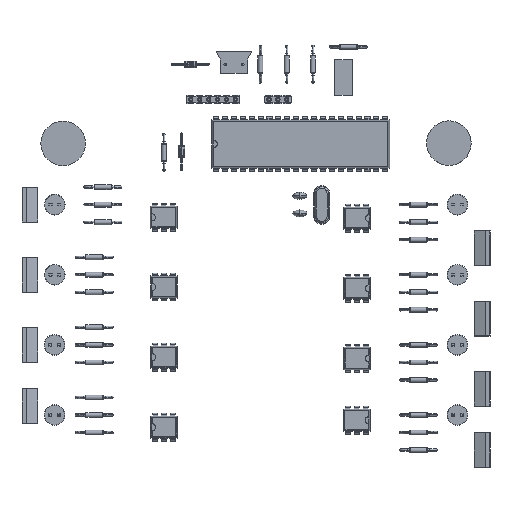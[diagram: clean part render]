
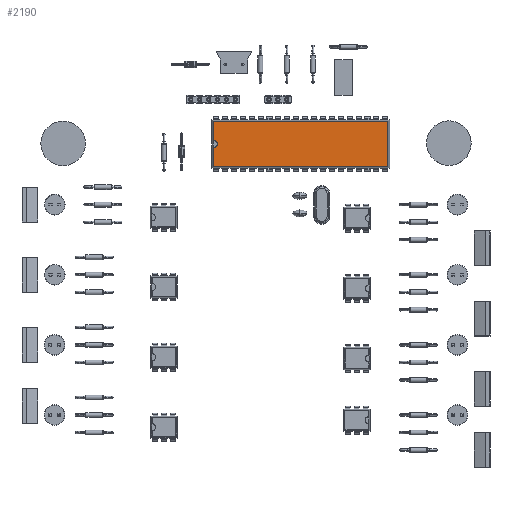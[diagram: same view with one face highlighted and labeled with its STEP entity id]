
A CAD part, top view. The second image highlights one B-rep face of the part: STEP entity #2190.
In plain terms, the highlighted face is planar.
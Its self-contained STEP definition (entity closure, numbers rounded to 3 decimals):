
#364 = VERTEX_POINT('',#365);
#365 = CARTESIAN_POINT('',(1.,6.5,-24.783));
#384 = EDGE_CURVE('',#385,#364,#387,.T.);
#385 = VERTEX_POINT('',#386);
#386 = CARTESIAN_POINT('',(0.,6.5,-23.783));
#387 = CIRCLE('',#388,1.);
#388 = AXIS2_PLACEMENT_3D('',#389,#390,#391);
#389 = CARTESIAN_POINT('',(0.,6.5,-24.783));
#390 = DIRECTION('',(0.,1.,0.));
#391 = DIRECTION('',(0.,0.,1.));
#2019 = VERTEX_POINT('',#2020);
#2020 = CARTESIAN_POINT('',(-1.,6.5,-24.783));
#2048 = VERTEX_POINT('',#2049);
#2049 = CARTESIAN_POINT('',(-6.368,6.5,-24.783));
#2056 = EDGE_CURVE('',#2019,#2048,#2057,.T.);
#2057 = LINE('',#2058,#2059);
#2058 = CARTESIAN_POINT('',(-6.452,6.5,-24.783));
#2059 = VECTOR('',#2060,1.);
#2060 = DIRECTION('',(-1.,0.,0.));
#2190 = ADVANCED_FACE('',(#2191),#2232,.F.);
#2191 = FACE_BOUND('',#2192,.T.);
#2192 = EDGE_LOOP('',(#2193,#2201,#2202,#2209,#2210,#2218,#2226));
#2193 = ORIENTED_EDGE('',*,*,#2194,.T.);
#2194 = EDGE_CURVE('',#2195,#364,#2197,.T.);
#2195 = VERTEX_POINT('',#2196);
#2196 = CARTESIAN_POINT('',(6.368,6.5,-24.783));
#2197 = LINE('',#2198,#2199);
#2198 = CARTESIAN_POINT('',(-6.452,6.5,-24.783));
#2199 = VECTOR('',#2200,1.);
#2200 = DIRECTION('',(-1.,0.,0.));
#2201 = ORIENTED_EDGE('',*,*,#384,.F.);
#2202 = ORIENTED_EDGE('',*,*,#2203,.F.);
#2203 = EDGE_CURVE('',#2019,#385,#2204,.T.);
#2204 = CIRCLE('',#2205,1.);
#2205 = AXIS2_PLACEMENT_3D('',#2206,#2207,#2208);
#2206 = CARTESIAN_POINT('',(0.,6.5,-24.783));
#2207 = DIRECTION('',(0.,1.,0.));
#2208 = DIRECTION('',(0.,0.,1.));
#2209 = ORIENTED_EDGE('',*,*,#2056,.T.);
#2210 = ORIENTED_EDGE('',*,*,#2211,.T.);
#2211 = EDGE_CURVE('',#2048,#2212,#2214,.T.);
#2212 = VERTEX_POINT('',#2213);
#2213 = CARTESIAN_POINT('',(-6.368,6.5,24.783));
#2214 = LINE('',#2215,#2216);
#2215 = CARTESIAN_POINT('',(-6.368,6.5,24.867));
#2216 = VECTOR('',#2217,1.);
#2217 = DIRECTION('',(0.,0.,1.));
#2218 = ORIENTED_EDGE('',*,*,#2219,.T.);
#2219 = EDGE_CURVE('',#2212,#2220,#2222,.T.);
#2220 = VERTEX_POINT('',#2221);
#2221 = CARTESIAN_POINT('',(6.368,6.5,24.783));
#2222 = LINE('',#2223,#2224);
#2223 = CARTESIAN_POINT('',(6.452,6.5,24.783));
#2224 = VECTOR('',#2225,1.);
#2225 = DIRECTION('',(1.,0.,0.));
#2226 = ORIENTED_EDGE('',*,*,#2227,.T.);
#2227 = EDGE_CURVE('',#2220,#2195,#2228,.T.);
#2228 = LINE('',#2229,#2230);
#2229 = CARTESIAN_POINT('',(6.368,6.5,-24.867));
#2230 = VECTOR('',#2231,1.);
#2231 = DIRECTION('',(0.,0.,-1.));
#2232 = PLANE('',#2233);
#2233 = AXIS2_PLACEMENT_3D('',#2234,#2235,#2236);
#2234 = CARTESIAN_POINT('',(-6.985,6.5,-25.4));
#2235 = DIRECTION('',(0.,-1.,0.));
#2236 = DIRECTION('',(0.,0.,-1.));
